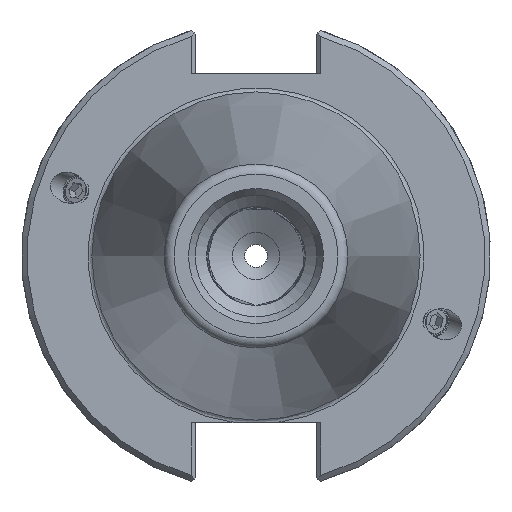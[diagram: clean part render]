
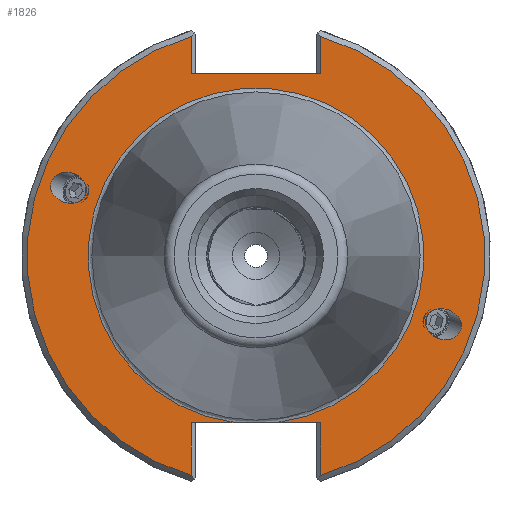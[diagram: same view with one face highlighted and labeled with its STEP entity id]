
A CAD part, left-side view. The second image highlights one B-rep face of the part: STEP entity #1826.
In plain terms, the highlighted planar face has unit normal (-1, 0, 0).
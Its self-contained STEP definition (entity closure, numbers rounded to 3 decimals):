
#552=CARTESIAN_POINT('',(3.175,-23.02,-8.379));
#553=VERTEX_POINT('',#552);
#554=CARTESIAN_POINT('',(3.175,-25.372,-9.235));
#555=DIRECTION('',(1.0,0.0,0.0));
#556=DIRECTION('',(0.0,-0.94,-0.342));
#557=AXIS2_PLACEMENT_3D('',#554,#555,#556);
#558=ELLIPSE('',#557,2.503,2.05);
#559=EDGE_CURVE('',#553,#553,#558,.T.);
#632=CARTESIAN_POINT('',(3.175,23.02,8.379));
#633=VERTEX_POINT('',#632);
#634=CARTESIAN_POINT('',(3.175,25.372,9.235));
#635=DIRECTION('',(1.0,0.0,0.0));
#636=DIRECTION('',(0.0,0.94,0.342));
#637=AXIS2_PLACEMENT_3D('',#634,#635,#636);
#638=ELLIPSE('',#637,2.503,2.05);
#639=EDGE_CURVE('',#633,#633,#638,.T.);
#1160=CARTESIAN_POINT('',(3.175,8.763,24.689));
#1161=VERTEX_POINT('',#1160);
#1168=CARTESIAN_POINT('',(3.175,-8.763,24.689));
#1169=VERTEX_POINT('',#1168);
#1170=CARTESIAN_POINT('',(3.175,8.763,24.689));
#1171=DIRECTION('',(0.0,-1.0,0.0));
#1172=VECTOR('',#1171,17.526);
#1173=LINE('',#1170,#1172);
#1174=EDGE_CURVE('',#1161,#1169,#1173,.T.);
#1696=CARTESIAN_POINT('',(3.175,-2.838,-22.555));
#1697=VERTEX_POINT('',#1696);
#1698=CARTESIAN_POINT('',(3.175,2.838,-22.555));
#1699=VERTEX_POINT('',#1698);
#1728=CARTESIAN_POINT('',(3.175,0.0,0.0));
#1729=DIRECTION('',(-1.0,0.0,0.0));
#1730=DIRECTION('',(0.0,-1.0,0.0));
#1731=AXIS2_PLACEMENT_3D('',#1728,#1729,#1730);
#1732=CIRCLE('',#1731,22.733);
#1733=EDGE_CURVE('',#1697,#1699,#1732,.T.);
#1749=CARTESIAN_POINT('',(3.175,26.987,0.0));
#1750=DIRECTION('',(-1.0,0.0,0.0));
#1751=DIRECTION('',(0.0,0.0,1.0));
#1752=AXIS2_PLACEMENT_3D('',#1749,#1750,#1751);
#1753=PLANE('',#1752);
#1754=ORIENTED_EDGE('',*,*,#1733,.F.);
#1755=CARTESIAN_POINT('',(3.175,-8.763,-22.555));
#1756=VERTEX_POINT('',#1755);
#1757=CARTESIAN_POINT('',(3.175,-8.763,-22.555));
#1758=DIRECTION('',(0.0,1.0,0.0));
#1759=VECTOR('',#1758,5.925);
#1760=LINE('',#1757,#1759);
#1761=EDGE_CURVE('',#1756,#1697,#1760,.T.);
#1762=ORIENTED_EDGE('',*,*,#1761,.F.);
#1763=CARTESIAN_POINT('',(3.175,-8.763,-29.723));
#1764=VERTEX_POINT('',#1763);
#1765=CARTESIAN_POINT('',(3.175,-8.763,-29.723));
#1766=DIRECTION('',(0.0,0.0,1.0));
#1767=VECTOR('',#1766,7.168);
#1768=LINE('',#1765,#1767);
#1769=EDGE_CURVE('',#1764,#1756,#1768,.T.);
#1770=ORIENTED_EDGE('',*,*,#1769,.F.);
#1771=CARTESIAN_POINT('',(3.175,-8.763,29.723));
#1772=VERTEX_POINT('',#1771);
#1773=CARTESIAN_POINT('',(3.175,0.0,0.0));
#1774=DIRECTION('',(1.0,0.0,0.0));
#1775=DIRECTION('',(0.0,-1.0,0.0));
#1776=AXIS2_PLACEMENT_3D('',#1773,#1774,#1775);
#1777=CIRCLE('',#1776,30.988);
#1778=EDGE_CURVE('',#1772,#1764,#1777,.T.);
#1779=ORIENTED_EDGE('',*,*,#1778,.F.);
#1780=CARTESIAN_POINT('',(3.175,-8.763,24.689));
#1781=DIRECTION('',(0.0,0.0,1.0));
#1782=VECTOR('',#1781,5.034);
#1783=LINE('',#1780,#1782);
#1784=EDGE_CURVE('',#1169,#1772,#1783,.T.);
#1785=ORIENTED_EDGE('',*,*,#1784,.F.);
#1786=ORIENTED_EDGE('',*,*,#1174,.F.);
#1787=CARTESIAN_POINT('',(3.175,8.763,29.723));
#1788=VERTEX_POINT('',#1787);
#1789=CARTESIAN_POINT('',(3.175,8.763,29.723));
#1790=DIRECTION('',(0.0,0.0,-1.0));
#1791=VECTOR('',#1790,5.034);
#1792=LINE('',#1789,#1791);
#1793=EDGE_CURVE('',#1788,#1161,#1792,.T.);
#1794=ORIENTED_EDGE('',*,*,#1793,.F.);
#1795=CARTESIAN_POINT('',(3.175,8.763,-29.723));
#1796=VERTEX_POINT('',#1795);
#1797=CARTESIAN_POINT('',(3.175,0.0,0.0));
#1798=DIRECTION('',(1.0,0.0,0.0));
#1799=DIRECTION('',(0.0,1.0,0.0));
#1800=AXIS2_PLACEMENT_3D('',#1797,#1798,#1799);
#1801=CIRCLE('',#1800,30.988);
#1802=EDGE_CURVE('',#1796,#1788,#1801,.T.);
#1803=ORIENTED_EDGE('',*,*,#1802,.F.);
#1804=CARTESIAN_POINT('',(3.175,8.763,-22.555));
#1805=VERTEX_POINT('',#1804);
#1806=CARTESIAN_POINT('',(3.175,8.763,-22.555));
#1807=DIRECTION('',(0.0,0.0,-1.0));
#1808=VECTOR('',#1807,7.168);
#1809=LINE('',#1806,#1808);
#1810=EDGE_CURVE('',#1805,#1796,#1809,.T.);
#1811=ORIENTED_EDGE('',*,*,#1810,.F.);
#1812=CARTESIAN_POINT('',(3.175,2.838,-22.555));
#1813=DIRECTION('',(0.0,1.0,0.0));
#1814=VECTOR('',#1813,5.925);
#1815=LINE('',#1812,#1814);
#1816=EDGE_CURVE('',#1699,#1805,#1815,.T.);
#1817=ORIENTED_EDGE('',*,*,#1816,.F.);
#1818=EDGE_LOOP('',(#1754,#1762,#1770,#1779,#1785,#1786,#1794,#1803,#1811,#1817));
#1819=FACE_OUTER_BOUND('',#1818,.T.);
#1820=ORIENTED_EDGE('',*,*,#559,.T.);
#1821=EDGE_LOOP('',(#1820));
#1822=FACE_BOUND('',#1821,.T.);
#1823=ORIENTED_EDGE('',*,*,#639,.T.);
#1824=EDGE_LOOP('',(#1823));
#1825=FACE_BOUND('',#1824,.T.);
#1826=ADVANCED_FACE('',(#1819,#1822,#1825),#1753,.T.);
